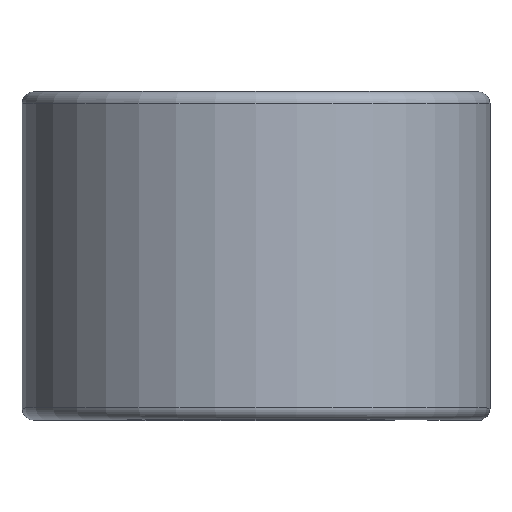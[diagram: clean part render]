
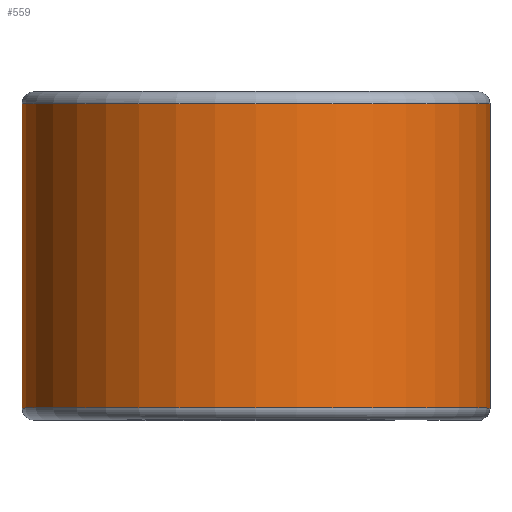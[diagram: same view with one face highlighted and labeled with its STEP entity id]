
A CAD part, top view. The second image highlights one B-rep face of the part: STEP entity #559.
In plain terms, the highlighted cylindrical face has radius 14.707 mm (diameter 29.413 mm), a partial arc.
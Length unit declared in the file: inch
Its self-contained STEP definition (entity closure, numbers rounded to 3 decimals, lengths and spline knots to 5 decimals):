
#4 = ORIENTED_EDGE ( 'NONE', *, *, #2266, .T. ) ;
#196 = DIRECTION ( 'NONE',  ( 0., -1., 0. ) ) ;
#229 = ORIENTED_EDGE ( 'NONE', *, *, #2017, .F. ) ;
#438 = VERTEX_POINT ( 'NONE', #1479 ) ;
#493 = DIRECTION ( 'NONE',  ( 0., 1., 0. ) ) ;
#515 = VERTEX_POINT ( 'NONE', #1317 ) ;
#559 = ADVANCED_FACE ( 'NONE', ( #1338 ), #1222, .T. ) ;
#568 = DIRECTION ( 'NONE',  ( 0., -1., 0. ) ) ;
#615 = CARTESIAN_POINT ( 'NONE',  ( 0.579, 0.37625, 0. ) ) ;
#627 = ORIENTED_EDGE ( 'NONE', *, *, #2241, .F. ) ;
#667 = DIRECTION ( 'NONE',  ( 0., 0., -1. ) ) ;
#718 = EDGE_LOOP ( 'NONE', ( #802, #4, #229, #627 ) ) ;
#750 = VERTEX_POINT ( 'NONE', #615 ) ;
#802 = ORIENTED_EDGE ( 'NONE', *, *, #2256, .T. ) ;
#953 = LINE ( 'NONE', #1235, #1492 ) ;
#1022 = CIRCLE ( 'NONE', #2023, 0.579 ) ;
#1108 = CARTESIAN_POINT ( 'NONE',  ( 0., 0.375, 0. ) ) ;
#1222 = CYLINDRICAL_SURFACE ( 'NONE', #1389, 0.579 ) ;
#1235 = CARTESIAN_POINT ( 'NONE',  ( 0., 0.37625, -0.579 ) ) ;
#1253 = CARTESIAN_POINT ( 'NONE',  ( 0.579, -0.37625, 0. ) ) ;
#1317 = CARTESIAN_POINT ( 'NONE',  ( 0., -0.37625, -0.579 ) ) ;
#1338 = FACE_OUTER_BOUND ( 'NONE', #718, .T. ) ;
#1389 = AXIS2_PLACEMENT_3D ( 'NONE', #1108, #1490, #667 ) ;
#1479 = CARTESIAN_POINT ( 'NONE',  ( 0., 0.37625, -0.579 ) ) ;
#1490 = DIRECTION ( 'NONE',  ( 0., -1., 0. ) ) ;
#1492 = VECTOR ( 'NONE', #493, 39.37008 ) ;
#1506 = DIRECTION ( 'NONE',  ( 0., 0., -1. ) ) ;
#1507 = DIRECTION ( 'NONE',  ( 0., 1., 0. ) ) ;
#1706 = CARTESIAN_POINT ( 'NONE',  ( 0., -0.37625, 0. ) ) ;
#1927 = DIRECTION ( 'NONE',  ( 0., 0., -1. ) ) ;
#2017 = EDGE_CURVE ( 'NONE', #515, #438, #953, .T. ) ;
#2022 = CARTESIAN_POINT ( 'NONE',  ( 0., 0.37625, 0. ) ) ;
#2023 = AXIS2_PLACEMENT_3D ( 'NONE', #1706, #568, #1927 ) ;
#2125 = CARTESIAN_POINT ( 'NONE',  ( 0.579, 0.37625, 0. ) ) ;
#2241 = EDGE_CURVE ( 'NONE', #2425, #515, #1022, .T. ) ;
#2256 = EDGE_CURVE ( 'NONE', #2425, #750, #2424, .T. ) ;
#2266 = EDGE_CURVE ( 'NONE', #750, #438, #2309, .T. ) ;
#2272 = AXIS2_PLACEMENT_3D ( 'NONE', #2022, #196, #1506 ) ;
#2309 = CIRCLE ( 'NONE', #2272, 0.579 ) ;
#2406 = VECTOR ( 'NONE', #1507, 39.37008 ) ;
#2424 = LINE ( 'NONE', #2125, #2406 ) ;
#2425 = VERTEX_POINT ( 'NONE', #1253 ) ;
